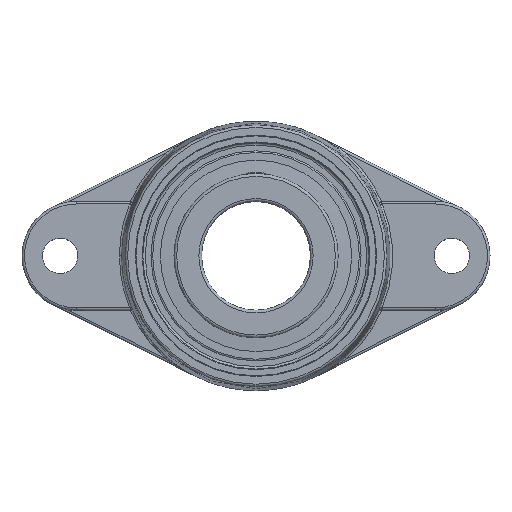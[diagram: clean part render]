
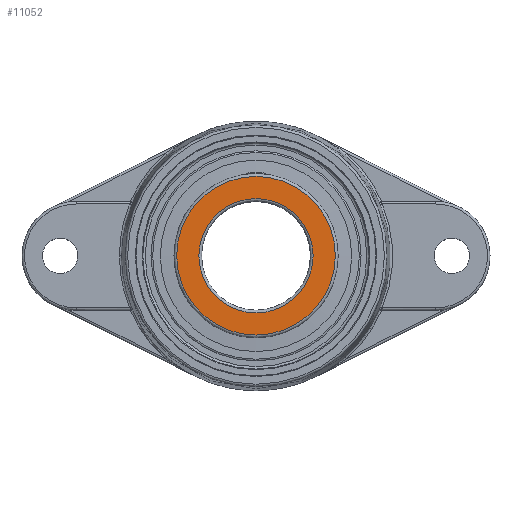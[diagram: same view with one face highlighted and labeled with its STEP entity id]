
A CAD part, top view. The second image highlights one B-rep face of the part: STEP entity #11052.
In plain terms, the highlighted face is planar.
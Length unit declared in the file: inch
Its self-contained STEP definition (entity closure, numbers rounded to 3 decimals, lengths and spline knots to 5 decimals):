
#11003=CARTESIAN_POINT('',(-0.82677,0.,0.));
#11004=VERTEX_POINT('',#11003);
#11014=CARTESIAN_POINT('',(0.,0.,0.));
#11015=DIRECTION('',(0.,0.,-1.));
#11016=DIRECTION('',(1.,-0.,0.));
#11017=AXIS2_PLACEMENT_3D('',#11014,#11015,#11016);
#11018=CIRCLE('',#11017,0.82677);
#11019=EDGE_CURVE('',#11004,#11004,#11018,.T.);
#11024=CARTESIAN_POINT('',(0.,0.,0.));
#11025=DIRECTION('',(0.,0.,1.));
#11026=DIRECTION('',(1.,-0.,0.));
#11027=AXIS2_PLACEMENT_3D('',#11024,#11025,#11026);
#11028=PLANE('',#11027);
#11029=CARTESIAN_POINT('',(-1.14763,0.,0.));
#11030=VERTEX_POINT('',#11029);
#11031=CARTESIAN_POINT('',(1.14763,-0.,0.));
#11032=VERTEX_POINT('',#11031);
#11033=CARTESIAN_POINT('',(0.,0.,0.));
#11034=DIRECTION('',(0.,0.,1.));
#11035=DIRECTION('',(-1.,0.,0.));
#11036=AXIS2_PLACEMENT_3D('',#11033,#11034,#11035);
#11037=CIRCLE('',#11036,1.14763);
#11038=EDGE_CURVE('',#11030,#11032,#11037,.T.);
#11039=ORIENTED_EDGE('',*,*,#11038,.F.);
#11040=CARTESIAN_POINT('',(0.,0.,0.));
#11041=DIRECTION('',(0.,0.,1.));
#11042=DIRECTION('',(-1.,0.,0.));
#11043=AXIS2_PLACEMENT_3D('',#11040,#11041,#11042);
#11044=CIRCLE('',#11043,1.14763);
#11045=EDGE_CURVE('',#11032,#11030,#11044,.T.);
#11046=ORIENTED_EDGE('',*,*,#11045,.F.);
#11047=EDGE_LOOP('',(#11039,#11046));
#11048=FACE_BOUND('',#11047,.T.);
#11049=ORIENTED_EDGE('',*,*,#11019,.F.);
#11050=EDGE_LOOP('',(#11049));
#11051=FACE_BOUND('',#11050,.T.);
#11052=ADVANCED_FACE('',(#11048,#11051),#11028,.F.);
